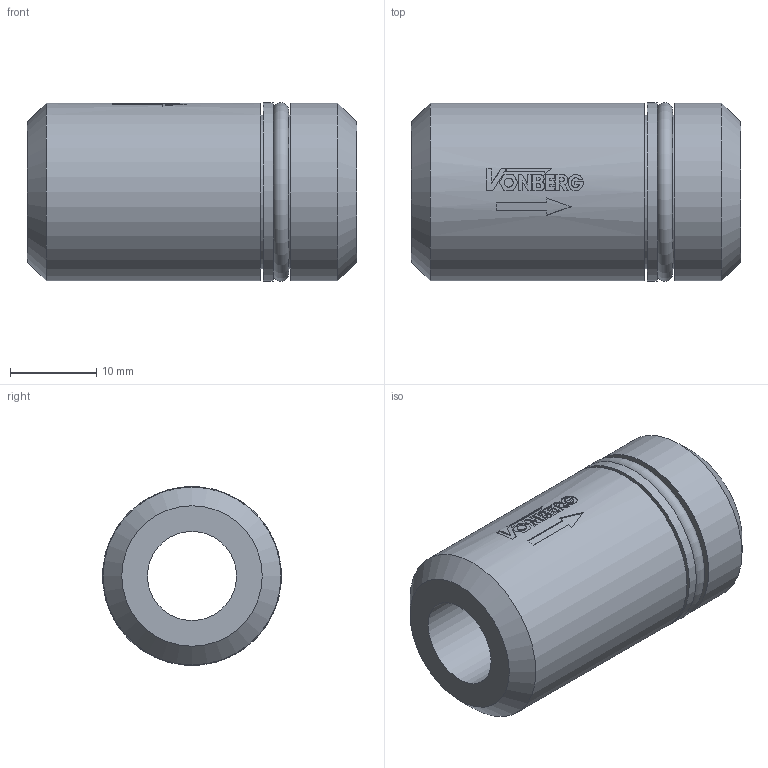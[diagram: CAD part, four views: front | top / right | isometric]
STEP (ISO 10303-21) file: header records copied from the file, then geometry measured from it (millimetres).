
FILE_DESCRIPTION((''),'2;1');
FILE_NAME('15108.stp','2015-01-02T16:01:52',('jml'),(''),'Autodesk Inventor 2010','Autodesk Inventor 2010','');
FILE_SCHEMA(('AUTOMOTIVE_DESIGN { 1 0 10303 214 1 1 1 1 }'));
Length unit declared in the file: inch
Products named in the file (4): 15108; 220583; 017 O-RING; 017 BACKUP
Assembly tree (3 placements, depth 2):
  15108
    220583
    017 O-RING
    017 BACKUP
Bounding box: 38.1 x 20.65 x 20.65 mm (x, y, z)
Volume: 9162.4 mm3; surface area: 4799.4 mm2
Topology: 3 solids, 3 shells, 113 faces, 280 edges, 186 vertices
Faces by surface type: plane 61, bspline 30, cylinder 19, cone 2, torus 1
Full cylindrical faces by diameter (mm): 10.312 x1, 17.78 x1, 18.085 x1, 20.599 x2, 20.625 x1
Entity records: 8393 total; most frequent: CARTESIAN_POINT 5832, ORIENTED_EDGE 542, DIRECTION 386, EDGE_CURVE 271, VERTEX_POINT 185, EDGE_LOOP 140, AXIS2_PLACEMENT_3D 131, VECTOR 124
